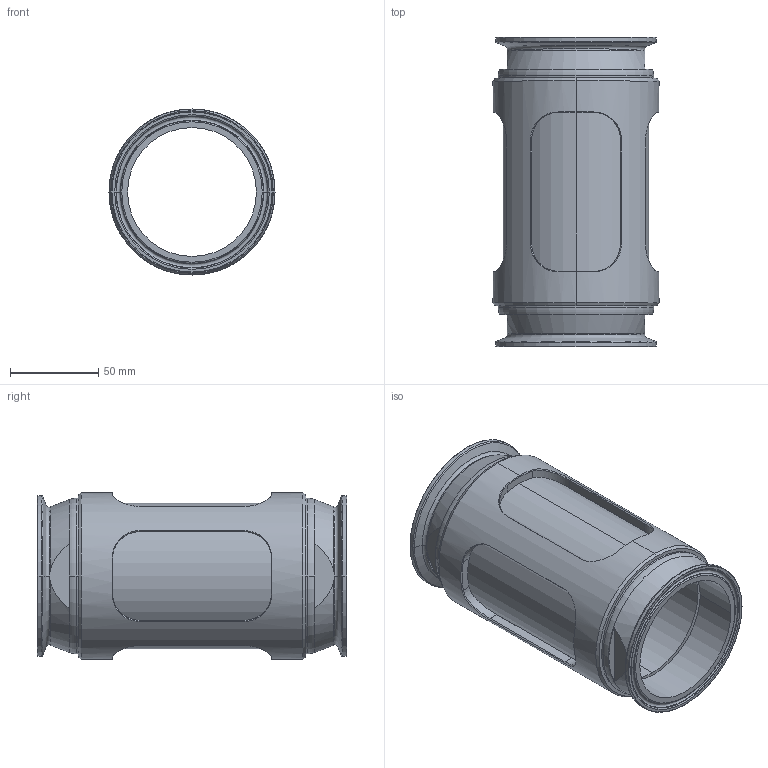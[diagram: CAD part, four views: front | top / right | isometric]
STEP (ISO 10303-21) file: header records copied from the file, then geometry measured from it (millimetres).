
FILE_DESCRIPTION (( 'STEP AP214' ), '1' );
FILE_NAME ('SG.SV.300.STEP', '2020-03-30T13:02:38', ( '' ), ( '' ), 'SwSTEP 2.0', 'SolidWorks 2019', '' );
FILE_SCHEMA (( 'AUTOMOTIVE_DESIGN' ));
Length unit declared in the file: millimetre
Products named in the file (1): SG.SV.300
Bounding box: 94 x 175 x 94 mm (x, y, z)
Volume: 300759.9 mm3; surface area: 153501.1 mm2
Topology: 4 solids, 4 shells, 176 faces, 412 edges, 246 vertices
Faces by surface type: plane 50, cylinder 44, cone 34, torus 32, bspline 16
Entity records: 7515 total; most frequent: CARTESIAN_POINT 3385, DIRECTION 832, ORIENTED_EDGE 824, EDGE_CURVE 412, AXIS2_PLACEMENT_3D 355, VERTEX_POINT 246, CIRCLE 194, EDGE_LOOP 194
